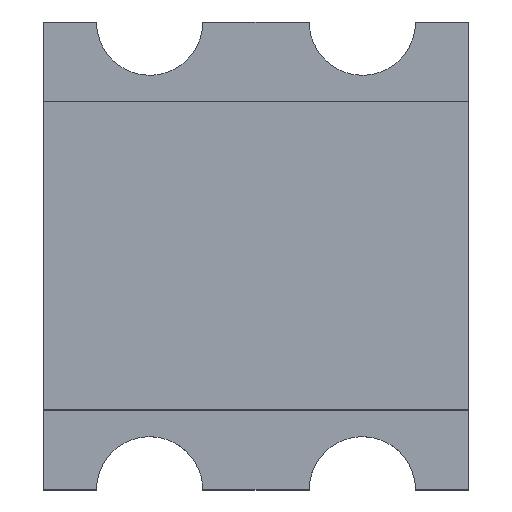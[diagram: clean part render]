
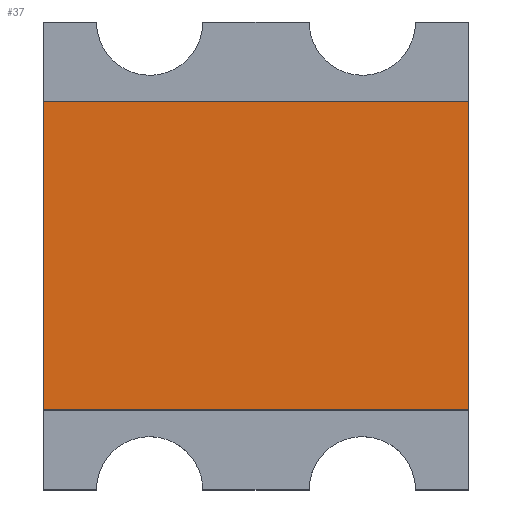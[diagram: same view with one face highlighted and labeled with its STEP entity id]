
A CAD part, top view. The second image highlights one B-rep face of the part: STEP entity #37.
In plain terms, the highlighted planar face has unit normal (0, 0, 1).
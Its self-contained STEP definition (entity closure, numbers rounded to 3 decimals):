
#37=ADVANCED_FACE('',(#57),#317,.T.);
#57=FACE_OUTER_BOUND('',#77,.T.);
#77=EDGE_LOOP('',(#170,#171,#172,#173));
#170=ORIENTED_EDGE('',*,*,#212,.T.);
#171=ORIENTED_EDGE('',*,*,#216,.T.);
#172=ORIENTED_EDGE('',*,*,#219,.T.);
#173=ORIENTED_EDGE('',*,*,#221,.T.);
#212=EDGE_CURVE('',#297,#296,#260,.T.);
#216=EDGE_CURVE('',#296,#299,#264,.T.);
#219=EDGE_CURVE('',#299,#301,#267,.T.);
#221=EDGE_CURVE('',#301,#297,#269,.T.);
#260=B_SPLINE_CURVE_WITH_KNOTS('',1,(#584,#585),.UNSPECIFIED.,.F.,.F.,(2,
2),(0.,2.),.UNSPECIFIED.);
#264=B_SPLINE_CURVE_WITH_KNOTS('',1,(#592,#593),.UNSPECIFIED.,.F.,.F.,(2,
2),(2.,3.45),.UNSPECIFIED.);
#267=B_SPLINE_CURVE_WITH_KNOTS('',1,(#598,#599),.UNSPECIFIED.,.F.,.F.,(2,
2),(3.45,5.45),.UNSPECIFIED.);
#269=B_SPLINE_CURVE_WITH_KNOTS('',1,(#602,#603),.UNSPECIFIED.,.F.,.F.,(2,
2),(5.45,6.9),.UNSPECIFIED.);
#296=VERTEX_POINT('',#574);
#297=VERTEX_POINT('',#575);
#299=VERTEX_POINT('',#577);
#301=VERTEX_POINT('',#579);
#317=PLANE('',#349);
#349=AXIS2_PLACEMENT_3D('',#571,#364,$);
#364=DIRECTION('',(0.,0.,1.));
#571=CARTESIAN_POINT('',(-1.,-0.725,0.84));
#574=CARTESIAN_POINT('',(1.,-0.725,0.84));
#575=CARTESIAN_POINT('',(-1.,-0.725,0.84));
#577=CARTESIAN_POINT('',(1.,0.725,0.84));
#579=CARTESIAN_POINT('',(-1.,0.725,0.84));
#584=CARTESIAN_POINT('',(-1.,-0.725,0.84));
#585=CARTESIAN_POINT('',(1.,-0.725,0.84));
#592=CARTESIAN_POINT('',(1.,-0.725,0.84));
#593=CARTESIAN_POINT('',(1.,0.725,0.84));
#598=CARTESIAN_POINT('',(1.,0.725,0.84));
#599=CARTESIAN_POINT('',(-1.,0.725,0.84));
#602=CARTESIAN_POINT('',(-1.,0.725,0.84));
#603=CARTESIAN_POINT('',(-1.,-0.725,0.84));
